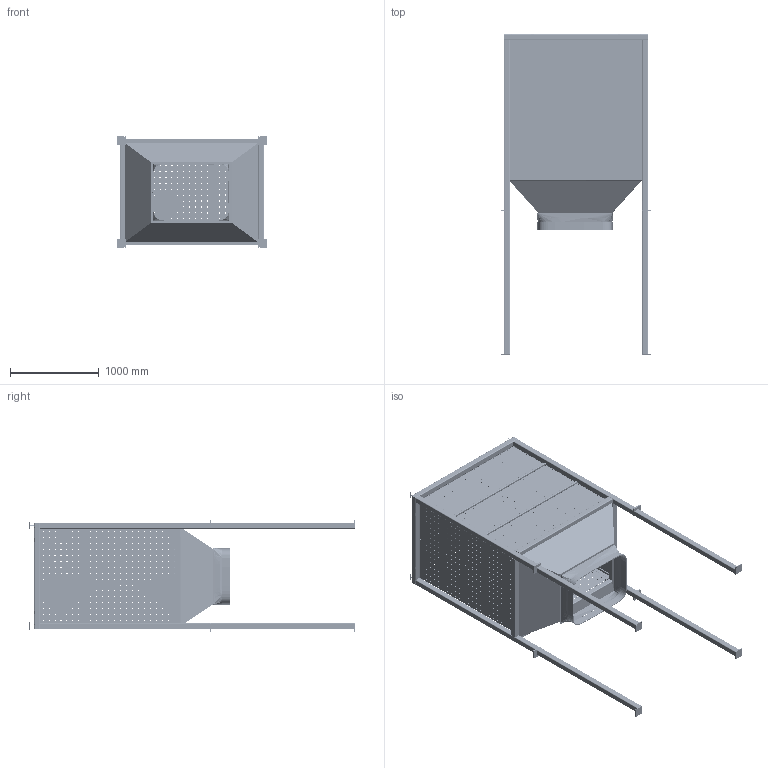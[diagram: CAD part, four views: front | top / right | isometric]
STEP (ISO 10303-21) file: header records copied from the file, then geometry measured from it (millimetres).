
FILE_DESCRIPTION(('FreeCAD Model'),'2;1');
FILE_NAME('Open CASCADE Shape Model','2025-04-27T16:00:22',('FreeCAD'),( 'FreeCAD'),'Open CASCADE STEP processor 7.6','FreeCAD','Unknown');
FILE_SCHEMA(('AUTOMOTIVE_DESIGN { 1 0 10303 214 1 1 1 1 }'));
Products named in the file (1): Open CASCADE STEP translator 7.6 1
Bounding box: 1688.68 x 3657.42 x 1266.51 mm (x, y, z)
Volume: 42298855.1 mm3; surface area: 43940601.6 mm2
Topology: 91 solids, 91 shells, 6486 faces, 18960 edges, 12640 vertices
Faces by surface type: bspline 6486
Entity records: 261132 total; most frequent: CARTESIAN_POINT 153017, ORIENTED_EDGE 37920, EDGE_CURVE 18960, VERTEX_POINT 12640, FACE_BOUND 11708, EDGE_LOOP 11708, B_SPLINE_CURVE_WITH_KNOTS 7660, ADVANCED_FACE 6486
